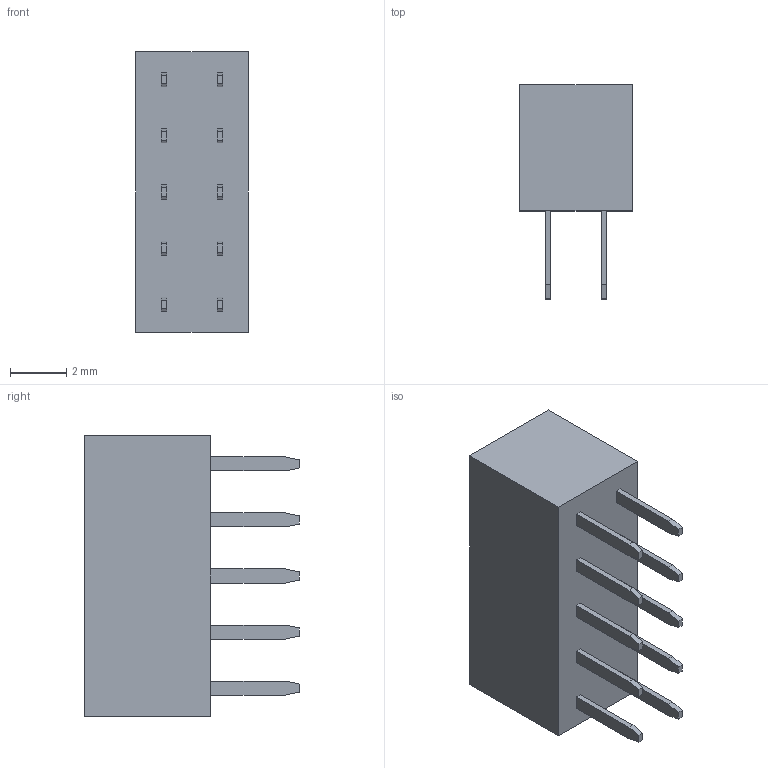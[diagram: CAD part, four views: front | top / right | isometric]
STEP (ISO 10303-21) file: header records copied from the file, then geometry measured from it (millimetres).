
FILE_DESCRIPTION (( 'STEP AP214' ), '1' );
FILE_NAME ('162A732B-DBE6-4D87-9150-3A65234A7B1B.STEP', '2024-12-13T04:49:48', ( '' ), ( '' ), 'SwSTEP 2.0', 'SolidWorks 2022', '' );
FILE_SCHEMA (( 'AUTOMOTIVE_DESIGN' ));
Length unit declared in the file: millimetre
Products named in the file (1): 162A732B-DBE6-4D87-9150-3A65234A7B1B
Bounding box: 4 x 7.65 x 10 mm (x, y, z)
Volume: 159.4 mm3; surface area: 362.3 mm2
Topology: 1 solids, 1 shells, 166 faces, 392 edges, 248 vertices
Faces by surface type: plane 166
Entity records: 6476 total; most frequent: CARTESIAN_POINT 807, ORIENTED_EDGE 784, DIRECTION 726, EDGE_CURVE 392, LINE 392, VECTOR 392, VERTEX_POINT 248, EDGE_LOOP 186
